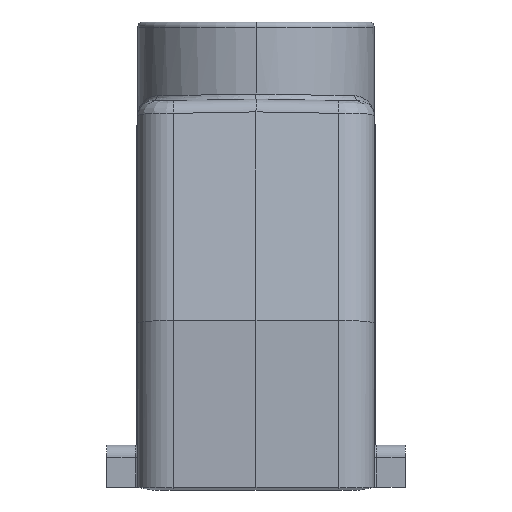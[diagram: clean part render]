
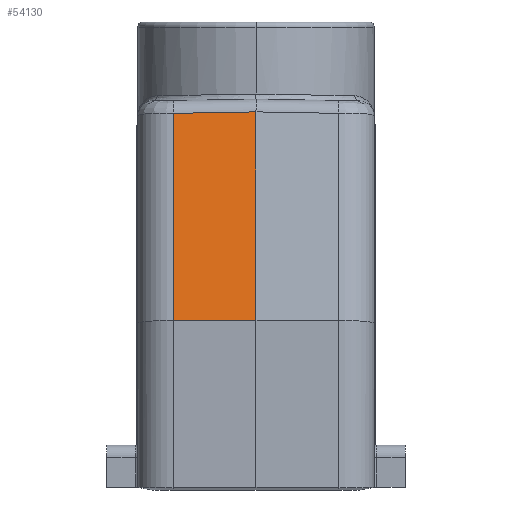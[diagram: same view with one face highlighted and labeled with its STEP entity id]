
A CAD part, left-side view. The second image highlights one B-rep face of the part: STEP entity #54130.
In plain terms, the highlighted face is planar.
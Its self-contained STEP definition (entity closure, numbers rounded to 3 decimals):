
#1870=CARTESIAN_POINT('',(25.108,97.122,
0.));
#1880=VERTEX_POINT('',#1870);
#53760=CARTESIAN_POINT('',(29.999,68.576,
8.061));
#53770=DIRECTION('',(-0.985,-0.174,
-0.017));
#53780=DIRECTION('',(-0.017,-0.003,
1.));
#53790=AXIS2_PLACEMENT_3D('',#53760,#53770,#53780);
#53800=PLANE('',#53790);
#53810=CARTESIAN_POINT('',(29.86,68.552,
16.122));
#53820=DIRECTION('',(-0.174,0.985,
0.));
#53830=VECTOR('',#53820,1.);
#53840=LINE('',#53810,#53830);
#53850=CARTESIAN_POINT('',(31.972,56.576,
16.122));
#53860=VERTEX_POINT('',#53850);
#53870=CARTESIAN_POINT('',(24.872,96.84,
16.122));
#53880=VERTEX_POINT('',#53870);
#53890=EDGE_CURVE('',#53860,#53880,#53840,.T.);
#53900=ORIENTED_EDGE('',*,*,#53890,.F.);
#53910=CARTESIAN_POINT('',(25.108,97.121,
0.052));
#53920=DIRECTION('',(0.015,0.017,
-1.));
#53930=VECTOR('',#53920,1.);
#53940=LINE('',#53910,#53930);
#53950=EDGE_CURVE('',#53880,#1880,#53940,.T.);
#53960=ORIENTED_EDGE('',*,*,#53950,.F.);
#53970=CARTESIAN_POINT('',(32.393,55.81,
0.));
#53980=DIRECTION('',(-0.174,0.985,
0.));
#53990=VECTOR('',#53980,1.);
#54000=LINE('',#53970,#53990);
#54010=CARTESIAN_POINT('',(32.253,56.6,
0.));
#54020=VERTEX_POINT('',#54010);
#54030=EDGE_CURVE('',#54020,#1880,#54000,.T.);
#54040=ORIENTED_EDGE('',*,*,#54030,.T.);
#54050=CARTESIAN_POINT('',(32.253,56.6,0.));
#54060=DIRECTION('',(-0.017,-0.002,
1.));
#54070=VECTOR('',#54060,1.);
#54080=LINE('',#54050,#54070);
#54090=EDGE_CURVE('',#54020,#53860,#54080,.T.);
#54100=ORIENTED_EDGE('',*,*,#54090,.F.);
#54110=EDGE_LOOP('',(#54100,#54040,#53960,#53900));
#54120=FACE_OUTER_BOUND('',#54110,.T.);
#54130=ADVANCED_FACE('',(#54120),#53800,.F.);
